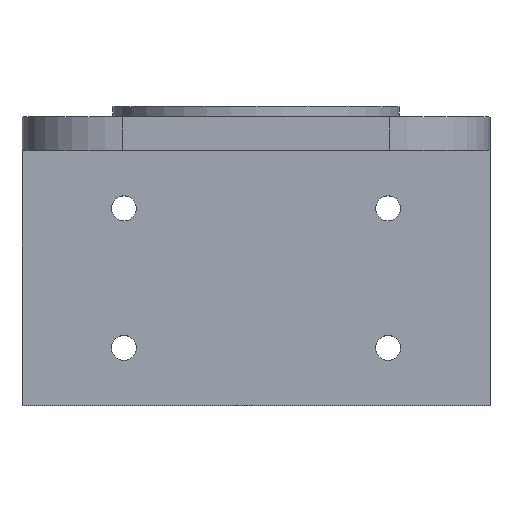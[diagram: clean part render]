
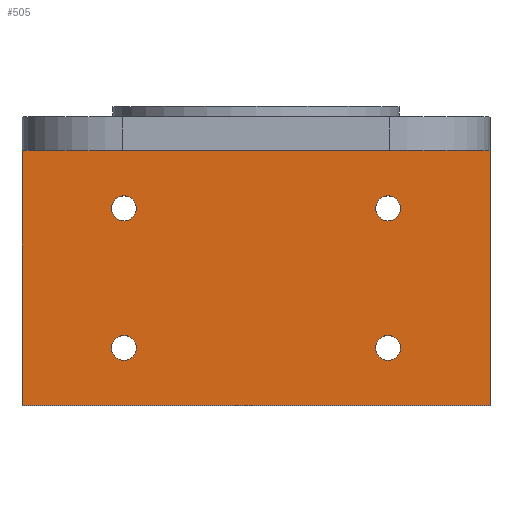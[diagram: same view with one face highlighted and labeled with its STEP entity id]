
A CAD part, top view. The second image highlights one B-rep face of the part: STEP entity #505.
In plain terms, the highlighted planar face has unit normal (0, 0, 1).
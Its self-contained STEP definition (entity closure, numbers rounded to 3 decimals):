
#15=FACE_BOUND('',#83,.T.);
#16=FACE_BOUND('',#84,.T.);
#17=FACE_BOUND('',#85,.T.);
#18=FACE_BOUND('',#86,.T.);
#37=PLANE('',#549);
#56=FACE_OUTER_BOUND('',#82,.T.);
#82=EDGE_LOOP('',(#379,#380,#381,#382));
#83=EDGE_LOOP('',(#383));
#84=EDGE_LOOP('',(#384));
#85=EDGE_LOOP('',(#385));
#86=EDGE_LOOP('',(#386));
#124=LINE('',#761,#163);
#132=LINE('',#793,#171);
#133=LINE('',#795,#172);
#134=LINE('',#796,#173);
#163=VECTOR('',#612,10.);
#171=VECTOR('',#646,10.);
#172=VECTOR('',#647,10.);
#173=VECTOR('',#648,10.);
#206=CIRCLE('',#538,1.867);
#208=CIRCLE('',#541,1.867);
#210=CIRCLE('',#544,1.867);
#212=CIRCLE('',#547,1.867);
#236=VERTEX_POINT('',#759);
#237=VERTEX_POINT('',#760);
#240=VERTEX_POINT('',#768);
#242=VERTEX_POINT('',#774);
#244=VERTEX_POINT('',#780);
#246=VERTEX_POINT('',#786);
#248=VERTEX_POINT('',#792);
#249=VERTEX_POINT('',#794);
#286=EDGE_CURVE('',#236,#237,#124,.T.);
#290=EDGE_CURVE('',#240,#240,#206,.T.);
#293=EDGE_CURVE('',#242,#242,#208,.T.);
#296=EDGE_CURVE('',#244,#244,#210,.T.);
#299=EDGE_CURVE('',#246,#246,#212,.T.);
#302=EDGE_CURVE('',#237,#248,#132,.T.);
#303=EDGE_CURVE('',#249,#236,#133,.T.);
#304=EDGE_CURVE('',#249,#248,#134,.T.);
#379=ORIENTED_EDGE('',*,*,#302,.F.);
#380=ORIENTED_EDGE('',*,*,#286,.F.);
#381=ORIENTED_EDGE('',*,*,#303,.F.);
#382=ORIENTED_EDGE('',*,*,#304,.T.);
#383=ORIENTED_EDGE('',*,*,#290,.T.);
#384=ORIENTED_EDGE('',*,*,#293,.T.);
#385=ORIENTED_EDGE('',*,*,#296,.T.);
#386=ORIENTED_EDGE('',*,*,#299,.T.);
#505=ADVANCED_FACE('',(#56,#15,#16,#17,#18),#37,.F.);
#538=AXIS2_PLACEMENT_3D('',#769,#618,#619);
#541=AXIS2_PLACEMENT_3D('',#775,#625,#626);
#544=AXIS2_PLACEMENT_3D('',#781,#632,#633);
#547=AXIS2_PLACEMENT_3D('',#787,#639,#640);
#549=AXIS2_PLACEMENT_3D('',#791,#644,#645);
#612=DIRECTION('',(-1.,0.,0.));
#618=DIRECTION('center_axis',(0.,0.,-1.));
#619=DIRECTION('ref_axis',(1.,0.,0.));
#625=DIRECTION('center_axis',(0.,0.,-1.));
#626=DIRECTION('ref_axis',(1.,0.,0.));
#632=DIRECTION('center_axis',(0.,0.,-1.));
#633=DIRECTION('ref_axis',(1.,0.,0.));
#639=DIRECTION('center_axis',(0.,0.,-1.));
#640=DIRECTION('ref_axis',(1.,0.,0.));
#644=DIRECTION('center_axis',(0.,0.,-1.));
#645=DIRECTION('ref_axis',(0.,-1.,0.));
#646=DIRECTION('',(0.,1.,0.));
#647=DIRECTION('',(0.,-1.,0.));
#648=DIRECTION('',(-1.,0.,0.));
#759=CARTESIAN_POINT('',(35.,-43.052,2.709));
#760=CARTESIAN_POINT('',(-35.,-43.052,2.709));
#761=CARTESIAN_POINT('',(17.5,-43.052,2.709));
#768=CARTESIAN_POINT('',(-21.617,-34.438,2.709));
#769=CARTESIAN_POINT('Origin',(-19.75,-34.438,2.709));
#774=CARTESIAN_POINT('',(-21.617,-13.563,2.709));
#775=CARTESIAN_POINT('Origin',(-19.75,-13.563,2.709));
#780=CARTESIAN_POINT('',(17.883,-34.438,2.709));
#781=CARTESIAN_POINT('Origin',(19.75,-34.438,2.709));
#786=CARTESIAN_POINT('',(17.883,-13.563,2.709));
#787=CARTESIAN_POINT('Origin',(19.75,-13.563,2.709));
#791=CARTESIAN_POINT('Origin',(35.,-4.95,2.709));
#792=CARTESIAN_POINT('',(-35.,-4.95,2.709));
#793=CARTESIAN_POINT('',(-35.,-2.45,2.709));
#794=CARTESIAN_POINT('',(35.,-4.95,2.709));
#795=CARTESIAN_POINT('',(35.,-2.45,2.709));
#796=CARTESIAN_POINT('',(35.,-4.95,2.709));
